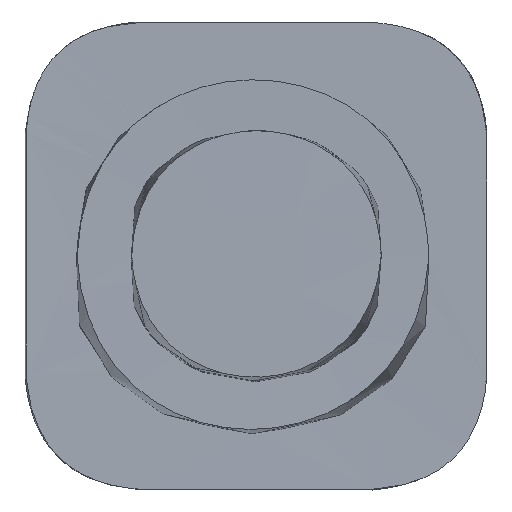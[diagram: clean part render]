
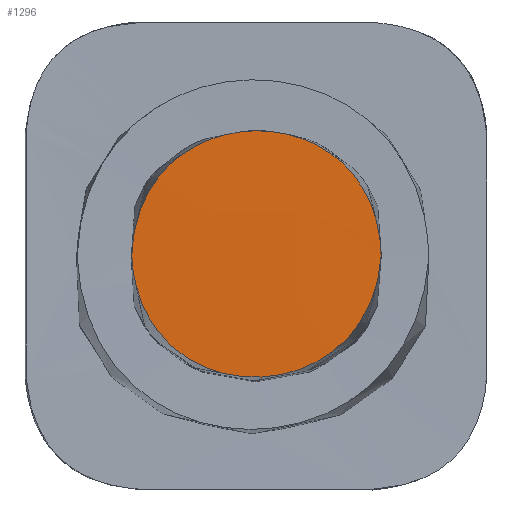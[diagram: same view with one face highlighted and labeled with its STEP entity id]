
A CAD part, top view. The second image highlights one B-rep face of the part: STEP entity #1296.
In plain terms, the highlighted free-form (B-spline) face has degree [3, 3] with [4, 4] control points.
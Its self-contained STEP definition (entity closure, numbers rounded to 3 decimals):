
#1080 = B_SPLINE_SURFACE_WITH_KNOTS('',3,3,(
    (#1081,#1082,#1083,#1084)
    ,(#1085,#1086,#1087,#1088)
    ,(#1089,#1090,#1091,#1092)
    ,(#1093,#1094,#1095,#1096
    )),.UNSPECIFIED.,.F.,.F.,.F.,(4,4),(4,4),(0.,1.),(0.,1.),
  .PIECEWISE_BEZIER_KNOTS.);
#1081 = CARTESIAN_POINT('',(-0.261,0.,
    -0.079));
#1082 = CARTESIAN_POINT('',(-0.262,-0.001,
    0.291));
#1083 = CARTESIAN_POINT('',(-0.26,-0.001,
    0.654));
#1084 = CARTESIAN_POINT('',(-0.26,0.003,
    1.026));
#1085 = CARTESIAN_POINT('',(-0.268,-0.338,
    -0.079));
#1086 = CARTESIAN_POINT('',(-0.267,-0.343,
    0.29));
#1087 = CARTESIAN_POINT('',(-0.266,-0.339,
    0.658));
#1088 = CARTESIAN_POINT('',(-0.267,-0.342,1.023)
  );
#1089 = CARTESIAN_POINT('',(0.268,-0.343,
    -0.078));
#1090 = CARTESIAN_POINT('',(0.269,-0.336,
    0.287));
#1091 = CARTESIAN_POINT('',(0.261,-0.332,
    0.656));
#1092 = CARTESIAN_POINT('',(0.265,-0.334,
    1.026));
#1093 = CARTESIAN_POINT('',(0.265,0.004,
    -0.076));
#1094 = CARTESIAN_POINT('',(0.26,-0.005,
    0.29));
#1095 = CARTESIAN_POINT('',(0.26,0.002,
    0.663));
#1096 = CARTESIAN_POINT('',(0.258,0.004,
    1.025));
#1123 = B_SPLINE_SURFACE_WITH_KNOTS('',3,3,(
    (#1124,#1125,#1126,#1127)
    ,(#1128,#1129,#1130,#1131)
    ,(#1132,#1133,#1134,#1135)
    ,(#1136,#1137,#1138,#1139
    )),.UNSPECIFIED.,.F.,.F.,.F.,(4,4),(4,4),(0.,1.),(0.,1.),
  .PIECEWISE_BEZIER_KNOTS.);
#1124 = CARTESIAN_POINT('',(0.258,-0.005,
    -0.055));
#1125 = CARTESIAN_POINT('',(0.259,-0.007,
    0.3));
#1126 = CARTESIAN_POINT('',(0.265,-0.004,
    0.646));
#1127 = CARTESIAN_POINT('',(0.259,-0.011,
    0.997));
#1128 = CARTESIAN_POINT('',(0.271,0.335,
    -0.052));
#1129 = CARTESIAN_POINT('',(0.267,0.331,0.292
    ));
#1130 = CARTESIAN_POINT('',(0.261,0.328,0.652)
  );
#1131 = CARTESIAN_POINT('',(0.272,0.337,0.994
    ));
#1132 = CARTESIAN_POINT('',(-0.274,0.337,
    -0.053));
#1133 = CARTESIAN_POINT('',(-0.268,0.328,
    0.3));
#1134 = CARTESIAN_POINT('',(-0.263,0.333,
    0.638));
#1135 = CARTESIAN_POINT('',(-0.275,0.334,
    0.998));
#1136 = CARTESIAN_POINT('',(-0.259,-0.008,
    -0.055));
#1137 = CARTESIAN_POINT('',(-0.263,-0.002,
    0.293));
#1138 = CARTESIAN_POINT('',(-0.255,-0.008,
    0.647));
#1139 = CARTESIAN_POINT('',(-0.256,-0.013,
    0.991));
#1155 = VERTEX_POINT('',#1156);
#1156 = CARTESIAN_POINT('',(0.251,-0.003,
    0.996));
#1179 = EDGE_CURVE('',#1155,#1180,#1182,.T.);
#1180 = VERTEX_POINT('',#1181);
#1181 = CARTESIAN_POINT('',(-0.249,-0.004,
    0.997));
#1182 = SURFACE_CURVE('',#1183,(#1188,#1198),.PCURVE_S1.);
#1183 = B_SPLINE_CURVE_WITH_KNOTS('',3,(#1184,#1185,#1186,#1187),
  .UNSPECIFIED.,.F.,.F.,(4,4),(0.,1.),.PIECEWISE_BEZIER_KNOTS.);
#1184 = CARTESIAN_POINT('',(0.251,-0.003,
    0.996));
#1185 = CARTESIAN_POINT('',(0.23,-0.325,0.998
    ));
#1186 = CARTESIAN_POINT('',(-0.231,-0.33,
    0.996));
#1187 = CARTESIAN_POINT('',(-0.249,-0.004,
    0.997));
#1188 = PCURVE('',#1080,#1189);
#1189 = DEFINITIONAL_REPRESENTATION('',(#1190),#1197);
#1190 = B_SPLINE_CURVE_WITH_KNOTS('',5,(#1191,#1192,#1193,#1194,#1195,
    #1196),.UNSPECIFIED.,.F.,.F.,(6,6),(0.,1.),
  .PIECEWISE_BEZIER_KNOTS.);
#1191 = CARTESIAN_POINT('',(0.993,0.974));
#1192 = CARTESIAN_POINT('',(0.799,0.974));
#1193 = CARTESIAN_POINT('',(0.547,0.974));
#1194 = CARTESIAN_POINT('',(0.459,0.974));
#1195 = CARTESIAN_POINT('',(0.198,0.974));
#1196 = CARTESIAN_POINT('',(0.006,0.974));
#1197 = ( GEOMETRIC_REPRESENTATION_CONTEXT(2) 
PARAMETRIC_REPRESENTATION_CONTEXT() REPRESENTATION_CONTEXT('2D SPACE',''
  ) );
#1198 = PCURVE('',#1199,#1216);
#1199 = B_SPLINE_SURFACE_WITH_KNOTS('',3,3,(
    (#1200,#1201,#1202,#1203)
    ,(#1204,#1205,#1206,#1207)
    ,(#1208,#1209,#1210,#1211)
    ,(#1212,#1213,#1214,#1215
    )),.UNSPECIFIED.,.F.,.F.,.F.,(4,4),(4,4),(0.,1.),(0.,1.),
  .PIECEWISE_BEZIER_KNOTS.);
#1200 = CARTESIAN_POINT('',(-0.251,-0.243,
    0.997));
#1201 = CARTESIAN_POINT('',(-0.251,-0.073,
    0.998));
#1202 = CARTESIAN_POINT('',(-0.25,0.091,
    0.998));
#1203 = CARTESIAN_POINT('',(-0.249,0.258,
    0.997));
#1204 = CARTESIAN_POINT('',(-0.086,-0.241,
    0.995));
#1205 = CARTESIAN_POINT('',(-0.083,-0.077,
    0.999));
#1206 = CARTESIAN_POINT('',(-0.081,0.094,
    0.995));
#1207 = CARTESIAN_POINT('',(-0.083,0.258,
    0.997));
#1208 = CARTESIAN_POINT('',(0.084,-0.242,
    0.997));
#1209 = CARTESIAN_POINT('',(0.084,-0.076,
    0.997));
#1210 = CARTESIAN_POINT('',(0.086,0.09,
    0.999));
#1211 = CARTESIAN_POINT('',(0.087,0.259,
    0.996));
#1212 = CARTESIAN_POINT('',(0.251,-0.244,
    0.995));
#1213 = CARTESIAN_POINT('',(0.253,-0.076,
    0.998));
#1214 = CARTESIAN_POINT('',(0.252,0.09,
    0.997));
#1215 = CARTESIAN_POINT('',(0.253,0.258,0.996
    ));
#1216 = DEFINITIONAL_REPRESENTATION('',(#1217),#1223);
#1217 = B_SPLINE_CURVE_WITH_KNOTS('',4,(#1218,#1219,#1220,#1221,#1222),
  .UNSPECIFIED.,.F.,.F.,(5,5),(0.,1.),.PIECEWISE_BEZIER_KNOTS.);
#1218 = CARTESIAN_POINT('',(0.996,0.48));
#1219 = CARTESIAN_POINT('',(0.967,-0.003));
#1220 = CARTESIAN_POINT('',(0.503,-0.171));
#1221 = CARTESIAN_POINT('',(0.032,-0.016));
#1222 = CARTESIAN_POINT('',(0.003,0.476));
#1223 = ( GEOMETRIC_REPRESENTATION_CONTEXT(2) 
PARAMETRIC_REPRESENTATION_CONTEXT() REPRESENTATION_CONTEXT('2D SPACE',''
  ) );
#1251 = EDGE_CURVE('',#1180,#1155,#1252,.T.);
#1252 = SURFACE_CURVE('',#1253,(#1258,#1264),.PCURVE_S1.);
#1253 = B_SPLINE_CURVE_WITH_KNOTS('',3,(#1254,#1255,#1256,#1257),
  .UNSPECIFIED.,.F.,.F.,(4,4),(0.,1.),.PIECEWISE_BEZIER_KNOTS.);
#1254 = CARTESIAN_POINT('',(-0.249,-0.004,
    0.997));
#1255 = CARTESIAN_POINT('',(-0.235,0.328,0.996
    ));
#1256 = CARTESIAN_POINT('',(0.24,0.33,0.997
    ));
#1257 = CARTESIAN_POINT('',(0.251,-0.003,
    0.996));
#1258 = PCURVE('',#1123,#1259);
#1259 = DEFINITIONAL_REPRESENTATION('',(#1260),#1263);
#1260 = B_SPLINE_CURVE_WITH_KNOTS('',1,(#1261,#1262),.UNSPECIFIED.,.F.,
  .F.,(2,2),(0.,1.),.PIECEWISE_BEZIER_KNOTS.);
#1261 = CARTESIAN_POINT('',(0.991,1.005));
#1262 = CARTESIAN_POINT('',(0.008,0.999));
#1263 = ( GEOMETRIC_REPRESENTATION_CONTEXT(2) 
PARAMETRIC_REPRESENTATION_CONTEXT() REPRESENTATION_CONTEXT('2D SPACE',''
  ) );
#1264 = PCURVE('',#1199,#1265);
#1265 = DEFINITIONAL_REPRESENTATION('',(#1266),#1292);
#1266 = B_SPLINE_CURVE_WITH_KNOTS('',3,(#1267,#1268,#1269,#1270,#1271,
    #1272,#1273,#1274,#1275,#1276,#1277,#1278,#1279,#1280,#1281,#1282,
    #1283,#1284,#1285,#1286,#1287,#1288,#1289,#1290,#1291),
  .UNSPECIFIED.,.F.,.F.,(4,1,1,1,1,1,1,1,1,1,1,1,1,1,1,1,1,1,1,1,1,1,4),
  (0.,0.045,0.091,0.136,
    0.182,0.227,0.273,0.318,
    0.364,0.409,0.455,0.5,0.545,
    0.591,0.636,0.682,0.727,
    0.773,0.818,0.864,0.909,
    0.955,1.),.QUASI_UNIFORM_KNOTS.);
#1267 = CARTESIAN_POINT('',(0.003,0.476));
#1268 = CARTESIAN_POINT('',(0.004,0.506));
#1269 = CARTESIAN_POINT('',(0.01,0.564));
#1270 = CARTESIAN_POINT('',(0.029,0.642));
#1271 = CARTESIAN_POINT('',(0.058,0.712));
#1272 = CARTESIAN_POINT('',(0.095,0.774));
#1273 = CARTESIAN_POINT('',(0.139,0.827));
#1274 = CARTESIAN_POINT('',(0.19,0.872));
#1275 = CARTESIAN_POINT('',(0.245,0.91));
#1276 = CARTESIAN_POINT('',(0.305,0.939));
#1277 = CARTESIAN_POINT('',(0.368,0.959));
#1278 = CARTESIAN_POINT('',(0.434,0.972));
#1279 = CARTESIAN_POINT('',(0.5,0.976));
#1280 = CARTESIAN_POINT('',(0.566,0.972));
#1281 = CARTESIAN_POINT('',(0.631,0.96));
#1282 = CARTESIAN_POINT('',(0.694,0.94));
#1283 = CARTESIAN_POINT('',(0.754,0.912));
#1284 = CARTESIAN_POINT('',(0.809,0.875));
#1285 = CARTESIAN_POINT('',(0.86,0.831));
#1286 = CARTESIAN_POINT('',(0.905,0.778));
#1287 = CARTESIAN_POINT('',(0.942,0.716));
#1288 = CARTESIAN_POINT('',(0.97,0.646));
#1289 = CARTESIAN_POINT('',(0.99,0.568));
#1290 = CARTESIAN_POINT('',(0.995,0.51));
#1291 = CARTESIAN_POINT('',(0.996,0.48));
#1292 = ( GEOMETRIC_REPRESENTATION_CONTEXT(2) 
PARAMETRIC_REPRESENTATION_CONTEXT() REPRESENTATION_CONTEXT('2D SPACE',''
  ) );
#1296 = ADVANCED_FACE('',(#1297),#1199,.T.);
#1297 = FACE_BOUND('',#1298,.F.);
#1298 = EDGE_LOOP('',(#1299,#1300));
#1299 = ORIENTED_EDGE('',*,*,#1251,.T.);
#1300 = ORIENTED_EDGE('',*,*,#1179,.T.);
